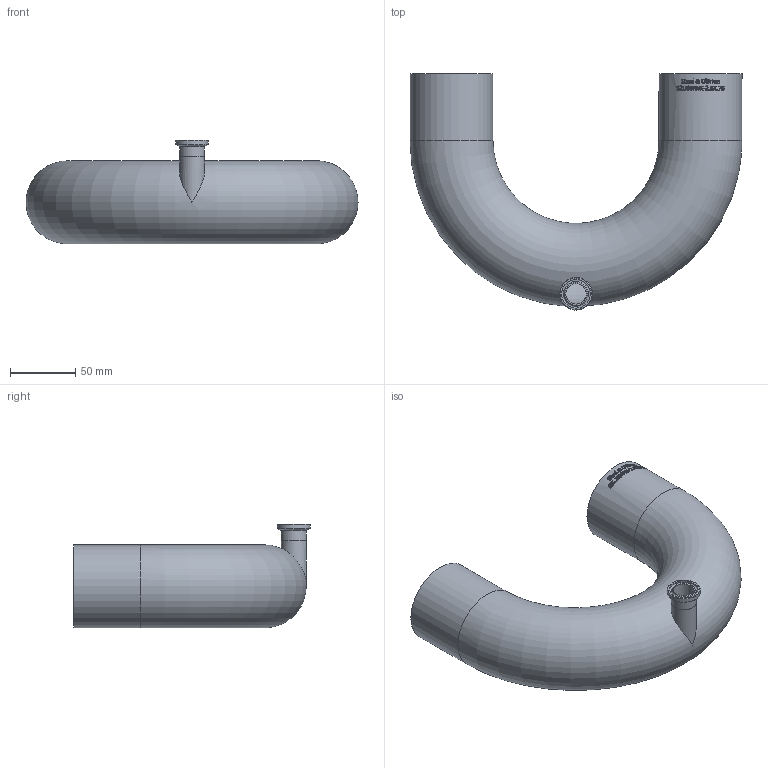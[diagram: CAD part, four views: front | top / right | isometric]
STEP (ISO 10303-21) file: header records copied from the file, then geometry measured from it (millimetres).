
FILE_DESCRIPTION(/* description */ (''),/* implementation_level */ '2;1');
FILE_NAME(/* name */ 'S2USWWK-25X.75.stp',/* time_stamp */ '2018-11-26T14:27:30-05:00',/* author */ ('rick'),/* organization */ (''),/* preprocessor_version */ 'ST-DEVELOPER v15.2',/* originating_system */ 'Autodesk Inventor 2014',/* authorisation */ '');
FILE_SCHEMA (('AUTOMOTIVE_DESIGN { 1 0 10303 214 3 1 1 }'));
Length unit declared in the file: inch
Products named in the file (1): S2USWWK-25X.75
Bounding box: 254 x 180.77 x 79.38 mm (x, y, z)
Volume: 131094.4 mm3; surface area: 159444.8 mm2
Topology: 1 solids, 1 shells, 459 faces, 1243 edges, 826 vertices
Faces by surface type: bspline 207, plane 195, cylinder 47, torus 8, cone 2
Full cylindrical faces by diameter (mm): 15.748 x2, 19.05 x2, 21.895 x1, 24.994 x1, 60.198 x2, 63.5 x2
Entity records: 18112 total; most frequent: CARTESIAN_POINT 7757, ORIENTED_EDGE 2430, DIRECTION 1572, EDGE_CURVE 1215, VERTEX_POINT 819, LINE 532, VECTOR 532, EDGE_LOOP 524
